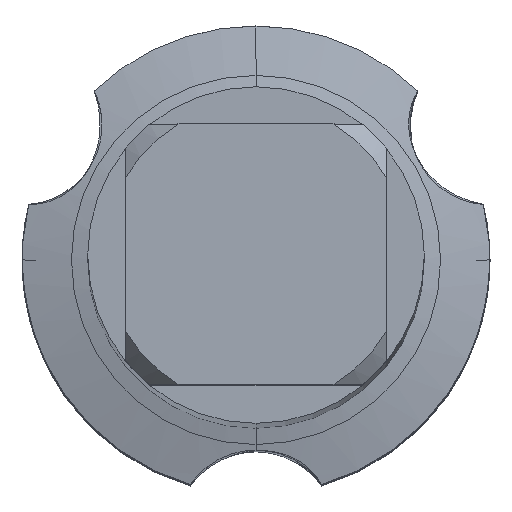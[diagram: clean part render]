
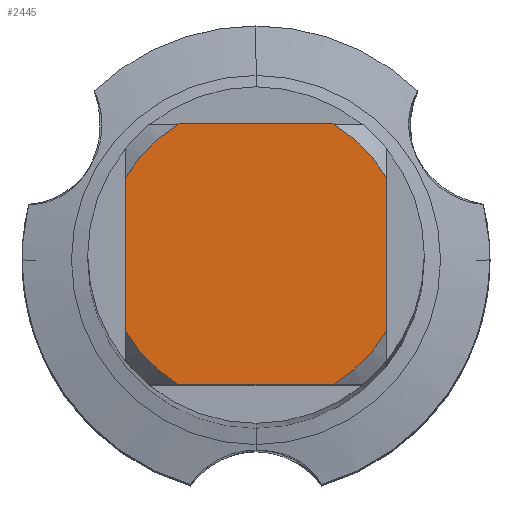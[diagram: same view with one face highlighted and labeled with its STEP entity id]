
A CAD part, top view. The second image highlights one B-rep face of the part: STEP entity #2445.
In plain terms, the highlighted planar face has unit normal (0, 0, 1).
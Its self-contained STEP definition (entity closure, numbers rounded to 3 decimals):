
#2445=ADVANCED_FACE('',(#6936),#6937,.T.);
#3225=EDGE_CURVE('',#4325,#5151,#7783,.T.);
#3307=EDGE_CURVE('',#4325,#5425,#7873,.T.);
#3667=EDGE_CURVE('',#5157,#5165,#8267,.T.);
#3999=VERTEX_POINT('',#8628);
#4325=VERTEX_POINT('',#8991);
#4447=VERTEX_POINT('',#9128);
#5151=VERTEX_POINT('',#9893);
#5157=VERTEX_POINT('',#9899);
#5165=VERTEX_POINT('',#9907);
#5229=EDGE_CURVE('',#4447,#5151,#9974,.T.);
#5329=EDGE_CURVE('',#6073,#5425,#10085,.T.);
#5425=VERTEX_POINT('',#10188);
#5495=EDGE_CURVE('',#4447,#5165,#10267,.T.);
#5649=EDGE_CURVE('',#5157,#3999,#10435,.T.);
#6067=EDGE_CURVE('',#6073,#3999,#10882,.T.);
#6073=VERTEX_POINT('',#10888);
#6936=FACE_OUTER_BOUND('',#11947,.T.);
#6937=PLANE('',#11948);
#7783=CIRCLE('',#13494,3.6);
#7873=LINE('',#13675,#13676);
#8267=LINE('',#14295,#14296);
#8628=CARTESIAN_POINT('',(3.1,1.83,0.0));
#8991=CARTESIAN_POINT('',(-1.83,-3.1,0.0));
#9128=CARTESIAN_POINT('',(-3.1,1.83,0.0));
#9893=CARTESIAN_POINT('',(-3.1,-1.83,0.0));
#9899=CARTESIAN_POINT('',(1.83,3.1,0.0));
#9907=CARTESIAN_POINT('',(-1.83,3.1,0.0));
#9974=LINE('',#17191,#17192);
#10085=CIRCLE('',#17350,3.6);
#10188=CARTESIAN_POINT('',(1.83,-3.1,0.0));
#10267=CIRCLE('',#17657,3.6);
#10435=CIRCLE('',#17943,3.6);
#10882=LINE('',#18736,#18737);
#10888=CARTESIAN_POINT('',(3.1,-1.83,0.0));
#11947=EDGE_LOOP('',(#20163,#20164,#20165,#20166,#20167,#20168,#20169,#20170));
#11948=AXIS2_PLACEMENT_3D('',#20171,#20172,#20173);
#13494=AXIS2_PLACEMENT_3D('',#21026,#21027,#21028);
#13675=CARTESIAN_POINT('',(0.0,-3.1,0.0));
#13676=VECTOR('',#21117,1.0);
#14295=CARTESIAN_POINT('',(0.0,3.1,0.0));
#14296=VECTOR('',#21574,1.0);
#17191=CARTESIAN_POINT('',(-3.1,0.9,0.0));
#17192=VECTOR('',#23731,1.0);
#17350=AXIS2_PLACEMENT_3D('',#23999,#24000,#24001);
#17657=AXIS2_PLACEMENT_3D('',#24204,#24205,#24206);
#17943=AXIS2_PLACEMENT_3D('',#24374,#24375,#24376);
#18736=CARTESIAN_POINT('',(3.1,0.9,0.0));
#18737=VECTOR('',#24792,1.0);
#20163=ORIENTED_EDGE('',*,*,#5229,.T.);
#20164=ORIENTED_EDGE('',*,*,#3225,.F.);
#20165=ORIENTED_EDGE('',*,*,#3307,.T.);
#20166=ORIENTED_EDGE('',*,*,#5329,.F.);
#20167=ORIENTED_EDGE('',*,*,#6067,.T.);
#20168=ORIENTED_EDGE('',*,*,#5649,.F.);
#20169=ORIENTED_EDGE('',*,*,#3667,.T.);
#20170=ORIENTED_EDGE('',*,*,#5495,.F.);
#20171=CARTESIAN_POINT('',(0.0,1.8,0.0));
#20172=DIRECTION('',(-0.0,0.0,1.0));
#20173=DIRECTION('',(0.0,-1.0,0.0));
#21026=CARTESIAN_POINT('',(0.0,0.0,0.0));
#21027=DIRECTION('',(0.0,0.0,-1.0));
#21028=DIRECTION('',(0.0,1.0,0.0));
#21117=DIRECTION('',(1.0,0.0,0.0));
#21574=DIRECTION('',(-1.0,0.0,0.0));
#23731=DIRECTION('',(-0.0,-1.0,0.0));
#23999=CARTESIAN_POINT('',(0.0,0.0,0.0));
#24000=DIRECTION('',(0.0,0.0,-1.0));
#24001=DIRECTION('',(0.0,1.0,0.0));
#24204=CARTESIAN_POINT('',(0.0,0.0,0.0));
#24205=DIRECTION('',(0.0,0.0,-1.0));
#24206=DIRECTION('',(0.0,1.0,0.0));
#24374=CARTESIAN_POINT('',(0.0,0.0,0.0));
#24375=DIRECTION('',(0.0,0.0,-1.0));
#24376=DIRECTION('',(0.0,1.0,0.0));
#24792=DIRECTION('',(-0.0,1.0,0.0));
